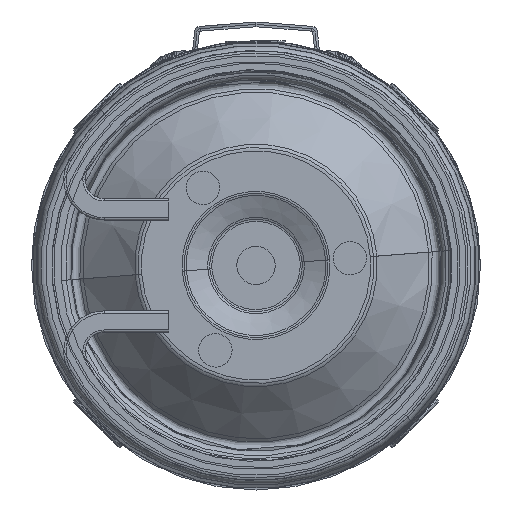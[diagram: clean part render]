
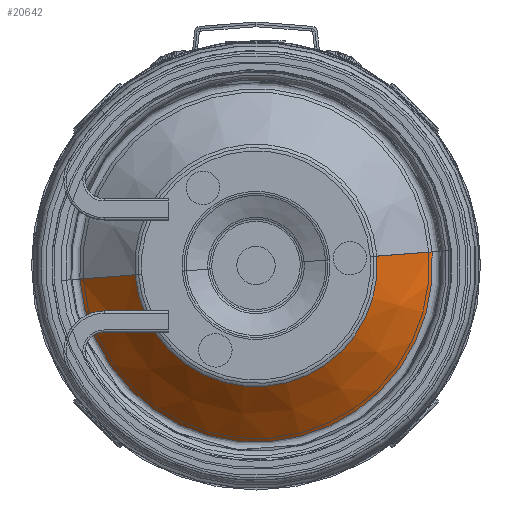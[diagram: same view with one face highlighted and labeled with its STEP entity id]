
A CAD part, front view. The second image highlights one B-rep face of the part: STEP entity #20642.
In plain terms, the highlighted conical face has half-angle 46.546 degrees and reference radius 25.375 mm.
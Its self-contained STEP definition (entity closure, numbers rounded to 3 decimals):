
#810 = FACE_OUTER_BOUND ( 'NONE', #27769, .T. ) ;
#1377 = AXIS2_PLACEMENT_3D ( 'NONE', #21532, #15267, #9180 ) ;
#2597 = VECTOR ( 'NONE', #19670, 1000. ) ;
#2764 = VERTEX_POINT ( 'NONE', #16872 ) ;
#3538 = ORIENTED_EDGE ( 'NONE', *, *, #36652, .F. ) ;
#5424 = DIRECTION ( 'NONE',  ( 0., 0.688, 0.726 ) ) ;
#6662 = CARTESIAN_POINT ( 'NONE',  ( 0., 11.526, 0. ) ) ;
#9180 = DIRECTION ( 'NONE',  ( 0., 0., 1. ) ) ;
#10677 = CIRCLE ( 'NONE', #16003, 36.962 ) ;
#11550 = EDGE_CURVE ( 'NONE', #2764, #37653, #38005, .T. ) ;
#12529 = VERTEX_POINT ( 'NONE', #22552 ) ;
#12807 = CARTESIAN_POINT ( 'NONE',  ( 0., 0.548, -25.376 ) ) ;
#12961 = DIRECTION ( 'NONE',  ( 0., 0., 1. ) ) ;
#13434 = LINE ( 'NONE', #12807, #2597 ) ;
#13570 = CARTESIAN_POINT ( 'NONE',  ( 0., 0.548, 0. ) ) ;
#14668 = ORIENTED_EDGE ( 'NONE', *, *, #27154, .F. ) ;
#14987 = DIRECTION ( 'NONE',  ( 0., 0., 1. ) ) ;
#15267 = DIRECTION ( 'NONE',  ( 0., 1., 0. ) ) ;
#15720 = CARTESIAN_POINT ( 'NONE',  ( 0., 11.526, 36.962 ) ) ;
#16003 = AXIS2_PLACEMENT_3D ( 'NONE', #6662, #29255, #12961 ) ;
#16872 = CARTESIAN_POINT ( 'NONE',  ( 0., 0.548, 25.376 ) ) ;
#19670 = DIRECTION ( 'NONE',  ( 0., 0.688, -0.726 ) ) ;
#20642 = ADVANCED_FACE ( 'NONE', ( #810 ), #32780, .T. ) ;
#21532 = CARTESIAN_POINT ( 'NONE',  ( 0., 0.548, 0. ) ) ;
#21663 = VECTOR ( 'NONE', #5424, 1000. ) ;
#22552 = CARTESIAN_POINT ( 'NONE',  ( 0., 11.526, -36.962 ) ) ;
#24033 = AXIS2_PLACEMENT_3D ( 'NONE', #13570, #39103, #14987 ) ;
#27154 = EDGE_CURVE ( 'NONE', #12529, #37653, #10677, .T. ) ;
#27769 = EDGE_LOOP ( 'NONE', ( #3538, #29715, #35416, #14668 ) ) ;
#29255 = DIRECTION ( 'NONE',  ( 0., 1., 0. ) ) ;
#29715 = ORIENTED_EDGE ( 'NONE', *, *, #37907, .T. ) ;
#31144 = CARTESIAN_POINT ( 'NONE',  ( 0., 0.548, -25.376 ) ) ;
#32379 = CARTESIAN_POINT ( 'NONE',  ( 0., 0.548, 25.376 ) ) ;
#32780 = CONICAL_SURFACE ( 'NONE', #24033, 25.376, 0.812 ) ;
#34088 = CIRCLE ( 'NONE', #1377, 25.376 ) ;
#35416 = ORIENTED_EDGE ( 'NONE', *, *, #11550, .T. ) ;
#36652 = EDGE_CURVE ( 'NONE', #38432, #12529, #13434, .T. ) ;
#37653 = VERTEX_POINT ( 'NONE', #15720 ) ;
#37907 = EDGE_CURVE ( 'NONE', #38432, #2764, #34088, .T. ) ;
#38005 = LINE ( 'NONE', #32379, #21663 ) ;
#38432 = VERTEX_POINT ( 'NONE', #31144 ) ;
#39103 = DIRECTION ( 'NONE',  ( 0., 1., 0. ) ) ;
